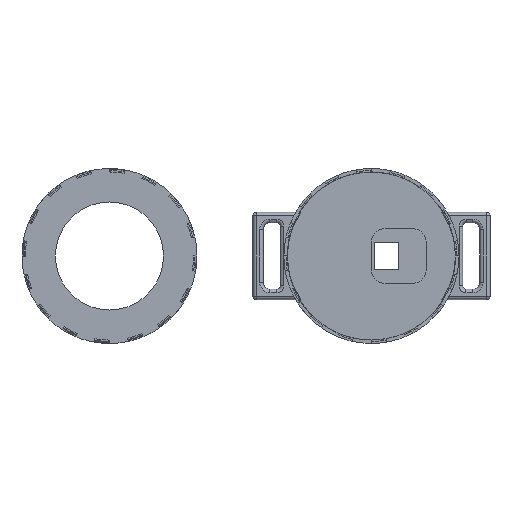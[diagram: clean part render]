
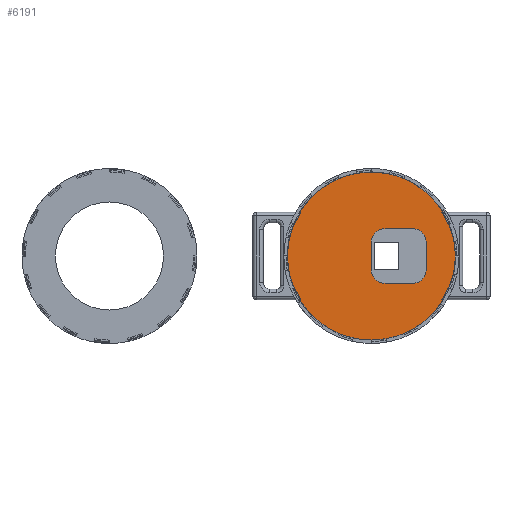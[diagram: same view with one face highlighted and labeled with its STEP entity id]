
A CAD part, top view. The second image highlights one B-rep face of the part: STEP entity #6191.
In plain terms, the highlighted planar face has unit normal (0, 0, 1).
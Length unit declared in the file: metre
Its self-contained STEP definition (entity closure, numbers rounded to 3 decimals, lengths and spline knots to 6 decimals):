
#588=LINE('',#10349,#1182);
#589=LINE('',#10354,#1183);
#590=LINE('',#10358,#1184);
#591=LINE('',#10362,#1185);
#1182=VECTOR('',#8388,1.);
#1183=VECTOR('',#8391,1.);
#1184=VECTOR('',#8394,1.);
#1185=VECTOR('',#8397,1.);
#2583=ORIENTED_EDGE('',*,*,#3904,.F.);
#2584=ORIENTED_EDGE('',*,*,#3905,.T.);
#2585=ORIENTED_EDGE('',*,*,#3906,.T.);
#2586=ORIENTED_EDGE('',*,*,#3907,.T.);
#2587=ORIENTED_EDGE('',*,*,#3908,.T.);
#2588=ORIENTED_EDGE('',*,*,#3909,.T.);
#2589=ORIENTED_EDGE('',*,*,#3910,.F.);
#2590=ORIENTED_EDGE('',*,*,#3911,.T.);
#2591=ORIENTED_EDGE('',*,*,#3903,.F.);
#3903=EDGE_CURVE('',#4622,#4622,#5020,.T.);
#3904=EDGE_CURVE('',#4623,#4624,#588,.T.);
#3905=EDGE_CURVE('',#4623,#4625,#5021,.T.);
#3906=EDGE_CURVE('',#4625,#4626,#589,.T.);
#3907=EDGE_CURVE('',#4626,#4627,#5022,.T.);
#3908=EDGE_CURVE('',#4627,#4628,#590,.T.);
#3909=EDGE_CURVE('',#4628,#4629,#5023,.T.);
#3910=EDGE_CURVE('',#4630,#4629,#591,.T.);
#3911=EDGE_CURVE('',#4630,#4624,#5024,.T.);
#4622=VERTEX_POINT('',#10347);
#4623=VERTEX_POINT('',#10350);
#4624=VERTEX_POINT('',#10351);
#4625=VERTEX_POINT('',#10353);
#4626=VERTEX_POINT('',#10355);
#4627=VERTEX_POINT('',#10357);
#4628=VERTEX_POINT('',#10359);
#4629=VERTEX_POINT('',#10361);
#4630=VERTEX_POINT('',#10363);
#5020=CIRCLE('',#6826,0.0245);
#5021=CIRCLE('',#6828,0.004);
#5022=CIRCLE('',#6829,0.004);
#5023=CIRCLE('',#6830,0.004);
#5024=CIRCLE('',#6831,0.004);
#5308=EDGE_LOOP('',(#2583,#2584,#2585,#2586,#2587,#2588,#2589,#2590));
#5309=EDGE_LOOP('',(#2591));
#5655=FACE_BOUND('',#5308,.T.);
#5656=FACE_BOUND('',#5309,.T.);
#5895=PLANE('',#6827);
#6191=ADVANCED_FACE('',(#5655,#5656),#5895,.F.);
#6826=AXIS2_PLACEMENT_3D('',#10346,#8384,#8385);
#6827=AXIS2_PLACEMENT_3D('',#10348,#8386,#8387);
#6828=AXIS2_PLACEMENT_3D('',#10352,#8389,#8390);
#6829=AXIS2_PLACEMENT_3D('',#10356,#8392,#8393);
#6830=AXIS2_PLACEMENT_3D('',#10360,#8395,#8396);
#6831=AXIS2_PLACEMENT_3D('',#10364,#8398,#8399);
#8384=DIRECTION('',(0.,0.,-1.));
#8385=DIRECTION('',(-1.,0.,0.));
#8386=DIRECTION('',(0.,0.,-1.));
#8387=DIRECTION('',(-1.,0.,0.));
#8388=DIRECTION('',(-1.,0.,0.));
#8389=DIRECTION('',(0.,0.,-1.));
#8390=DIRECTION('',(-1.,0.,0.));
#8391=DIRECTION('',(0.,-1.,0.));
#8392=DIRECTION('',(0.,0.,-1.));
#8393=DIRECTION('',(-1.,0.,0.));
#8394=DIRECTION('',(-1.,0.,0.));
#8395=DIRECTION('',(0.,0.,-1.));
#8396=DIRECTION('',(-1.,0.,0.));
#8397=DIRECTION('',(0.,-1.,0.));
#8398=DIRECTION('',(0.,0.,-1.));
#8399=DIRECTION('',(-1.,0.,0.));
#10346=CARTESIAN_POINT('',(0.,0.,0.001));
#10347=CARTESIAN_POINT('',(-0.0245,0.,0.001));
#10348=CARTESIAN_POINT('',(0.,0.01225,0.001));
#10349=CARTESIAN_POINT('',(0.007958,0.008,0.001));
#10350=CARTESIAN_POINT('',(0.011953,0.008,0.001));
#10351=CARTESIAN_POINT('',(0.003963,0.008,0.001));
#10352=CARTESIAN_POINT('',(0.011953,0.004,0.001));
#10353=CARTESIAN_POINT('',(0.015953,0.004,0.001));
#10354=CARTESIAN_POINT('',(0.015953,-0.004,0.001));
#10355=CARTESIAN_POINT('',(0.015953,-0.004,0.001));
#10356=CARTESIAN_POINT('',(0.011953,-0.004,0.001));
#10357=CARTESIAN_POINT('',(0.011953,-0.008,0.001));
#10358=CARTESIAN_POINT('',(0.007958,-0.008,0.001));
#10359=CARTESIAN_POINT('',(0.003963,-0.008,0.001));
#10360=CARTESIAN_POINT('',(0.003963,-0.004,0.001));
#10361=CARTESIAN_POINT('',(-0.000037,-0.004,0.001));
#10362=CARTESIAN_POINT('',(-0.000037,0.004,0.001));
#10363=CARTESIAN_POINT('',(-0.000037,0.004,0.001));
#10364=CARTESIAN_POINT('',(0.003963,0.004,0.001));
